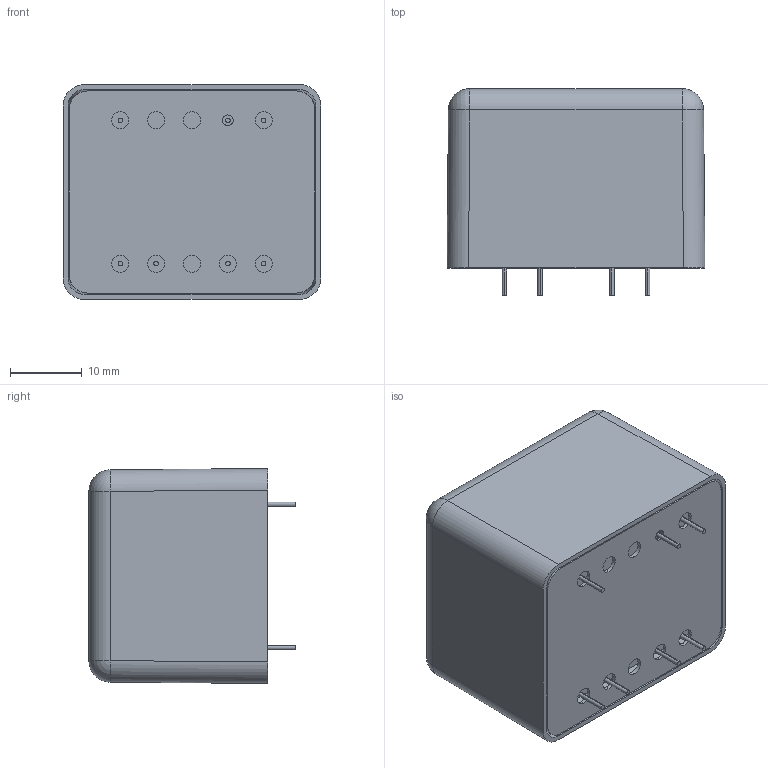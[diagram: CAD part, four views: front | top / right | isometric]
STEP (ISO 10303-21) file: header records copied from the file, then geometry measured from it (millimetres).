
FILE_DESCRIPTION (( 'STEP AP214' ), '1' );
FILE_NAME ('VTX-MC2.STEP', '2025-08-17T19:10:15', ( '' ), ( '' ), 'SwSTEP 2.0', 'SolidWorks 2024', '' );
FILE_SCHEMA (( 'AUTOMOTIVE_DESIGN' ));
Length unit declared in the file: millimetre
Products named in the file (4): VTX-MC2 Lid; VTX-MC2; VTX-MC2 Can; VTX-MC2 BOBBIN
Assembly tree (3 placements, depth 2):
  VTX-MC2
    VTX-MC2 Can
    VTX-MC2 Lid
    VTX-MC2 BOBBIN
Bounding box: 36 x 28.8 x 30 mm (x, y, z)
Volume: 20331.4 mm3; surface area: 13932.6 mm2
Topology: 3 solids, 3 shells, 104 faces, 238 edges, 144 vertices
Faces by surface type: cylinder 62, plane 30, sphere 12
Entity records: 3067 total; most frequent: DIRECTION 562, CARTESIAN_POINT 512, ORIENTED_EDGE 468, EDGE_CURVE 234, AXIS2_PLACEMENT_3D 226, VERTEX_POINT 144, EDGE_LOOP 132, CIRCLE 116
